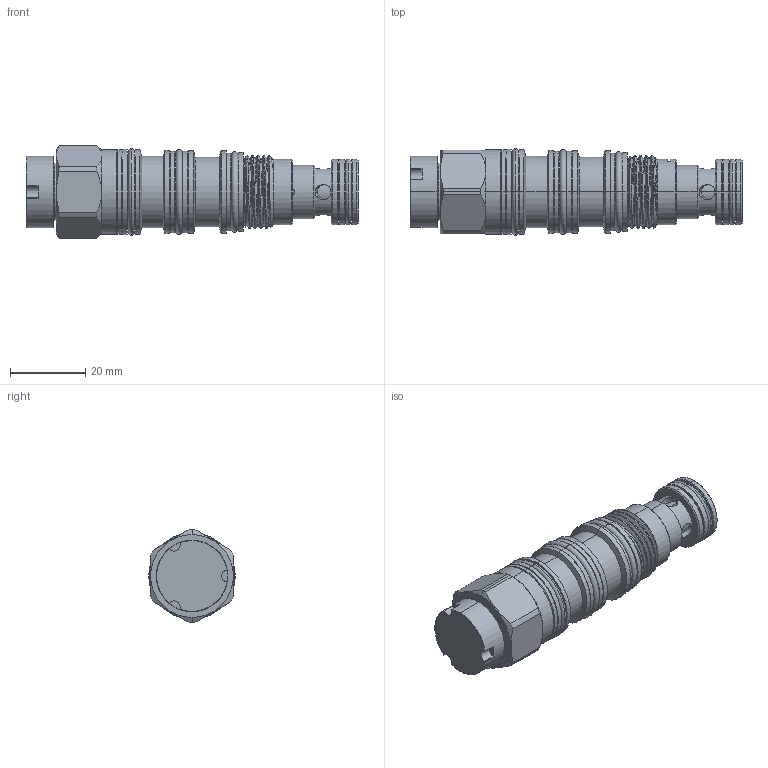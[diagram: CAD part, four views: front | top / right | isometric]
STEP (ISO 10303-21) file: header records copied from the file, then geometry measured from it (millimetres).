
FILE_DESCRIPTION (( 'STEP AP214' ), '1' );
FILE_NAME ('CK21A4C-N.STEP', '2016-04-12T02:59:49', ( '' ), ( '' ), 'SwSTEP 2.0', 'SolidWorks 2012', '' );
FILE_SCHEMA (( 'AUTOMOTIVE_DESIGN' ));
Length unit declared in the file: millimetre
Products named in the file (1): CK21A4C-N
Bounding box: 88.25 x 22.98 x 24.8 mm (x, y, z)
Volume: 26204.3 mm3; surface area: 10063.9 mm2
Topology: 3 solids, 3 shells, 233 faces, 516 edges, 313 vertices
Faces by surface type: cylinder 111, plane 49, cone 44, torus 26, bspline 3
Entity records: 8156 total; most frequent: CARTESIAN_POINT 2955, DIRECTION 1141, ORIENTED_EDGE 1032, EDGE_CURVE 516, AXIS2_PLACEMENT_3D 487, VERTEX_POINT 313, EDGE_LOOP 261, CIRCLE 256
